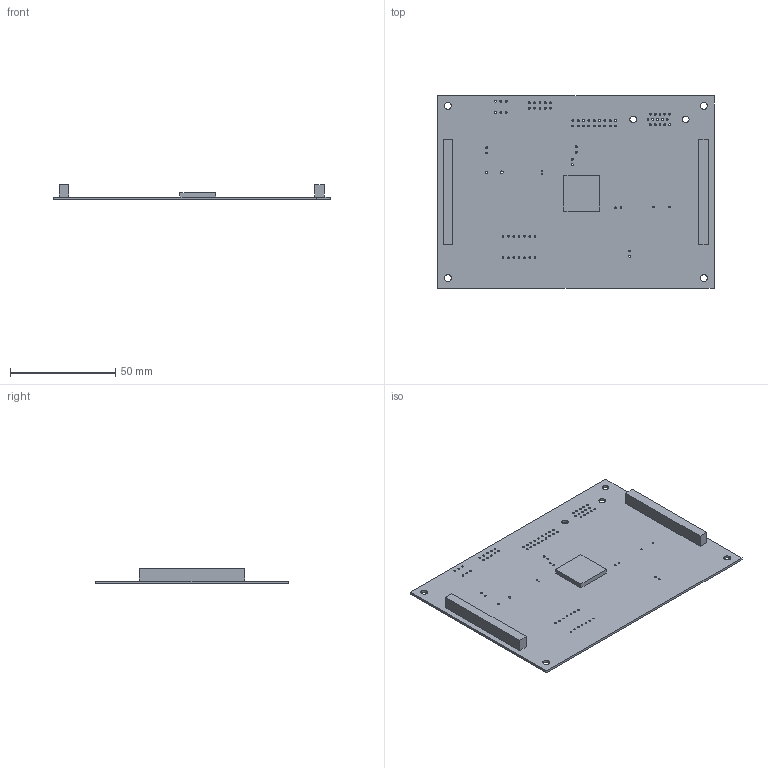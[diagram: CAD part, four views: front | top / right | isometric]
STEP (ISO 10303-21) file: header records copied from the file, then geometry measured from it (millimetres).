
FILE_DESCRIPTION(('Open CASCADE Model'),'2;1');
FILE_NAME('Open CASCADE Shape Model','2020-08-03T17:45:07',('Author'),( 'Open CASCADE'),'Open CASCADE STEP processor 6.8','Open CASCADE 6.8' ,'Unknown');
FILE_SCHEMA(('AUTOMOTIVE_DESIGN { 1 0 10303 214 1 1 1 1 }'));
Length unit declared in the file: millimetre
Products named in the file (10): PCB; Board; Open CASCADE STEP translator 6.8 2.1.1; U3; 6193568064; Extruded; J1; 6193567584; J2
Assembly tree (10 placements, depth 4):
  PCB
    Board
      Open CASCADE STEP translator 6.8 2.1.1
    U3
      6193568064
        Extruded
    J1
      6193567584
        Extruded
    J2
      6193567584
        Extruded
Bounding box: 131.7 x 91.8 x 7.12 mm (x, y, z)
Volume: 16735.8 mm3; surface area: 27884.9 mm2
Topology: 4 solids, 4 shells, 191 faces, 549 edges, 366 vertices
Faces by surface type: cylinder 165, plane 26
Full cylindrical faces by diameter (mm): 0.508 x2, 0.762 x14, 0.813 x2, 0.889 x113, 0.9 x26, 1.1 x1, 1.3 x1, 3.175 x2, 3.302 x4
Entity records: 7169 total; most frequent: DIRECTION 1259, CARTESIAN_POINT 1091, ORIENTED_EDGE 1074, EDGE_CURVE 537, AXIS2_PLACEMENT_3D 526, FACE_BOUND 515, EDGE_LOOP 515, VERTEX_POINT 358
